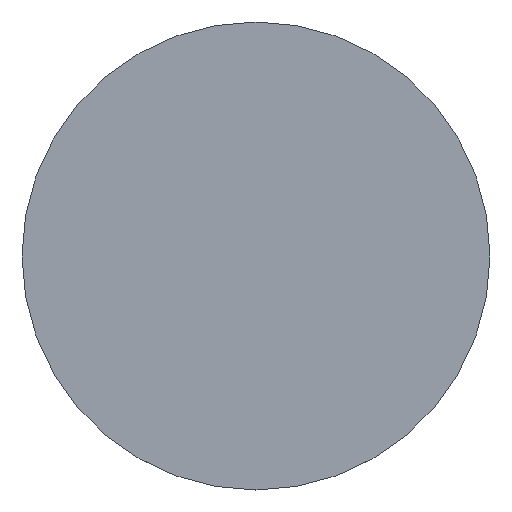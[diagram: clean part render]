
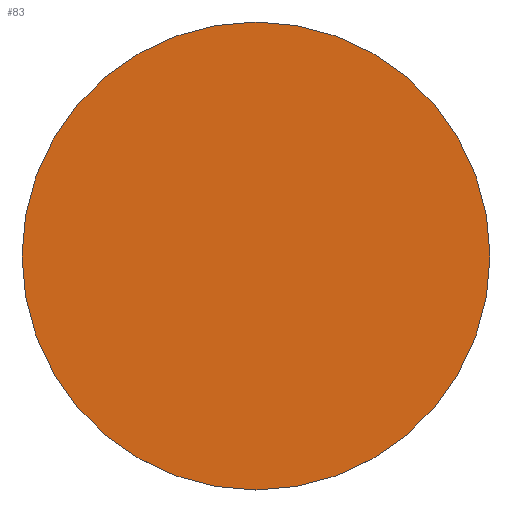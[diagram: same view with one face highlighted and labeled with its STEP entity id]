
A CAD part, top view. The second image highlights one B-rep face of the part: STEP entity #83.
In plain terms, the highlighted planar face has unit normal (0, 0, 1).
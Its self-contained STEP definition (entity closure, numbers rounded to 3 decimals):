
#2 = DIRECTION ( 'NONE',  ( 0., 0., 1. ) ) ;
#3 = ORIENTED_EDGE ( 'NONE', *, *, #116, .T. ) ;
#14 = CARTESIAN_POINT ( 'NONE',  ( 0., 0., 0.2 ) ) ;
#20 = AXIS2_PLACEMENT_3D ( 'NONE', #109, #30, #123 ) ;
#28 = EDGE_CURVE ( 'NONE', #41, #93, #56, .T. ) ;
#30 = DIRECTION ( 'NONE',  ( 0., 0., 1. ) ) ;
#41 = VERTEX_POINT ( 'NONE', #44 ) ;
#44 = CARTESIAN_POINT ( 'NONE',  ( -12.5, 0., 0.2 ) ) ;
#56 = CIRCLE ( 'NONE', #66, 12.5 ) ;
#66 = AXIS2_PLACEMENT_3D ( 'NONE', #119, #2, #153 ) ;
#67 = DIRECTION ( 'NONE',  ( 1., 0., 0. ) ) ;
#83 = ADVANCED_FACE ( 'NONE', ( #103 ), #166, .T. ) ;
#87 = CARTESIAN_POINT ( 'NONE',  ( 12.5, 0., 0.2 ) ) ;
#93 = VERTEX_POINT ( 'NONE', #87 ) ;
#103 = FACE_OUTER_BOUND ( 'NONE', #122, .T. ) ;
#109 = CARTESIAN_POINT ( 'NONE',  ( 0., 0., 0.2 ) ) ;
#116 = EDGE_CURVE ( 'NONE', #93, #41, #156, .T. ) ;
#119 = CARTESIAN_POINT ( 'NONE',  ( 0., 0., 0.2 ) ) ;
#122 = EDGE_LOOP ( 'NONE', ( #135, #3 ) ) ;
#123 = DIRECTION ( 'NONE',  ( 1., 0., 0. ) ) ;
#135 = ORIENTED_EDGE ( 'NONE', *, *, #28, .T. ) ;
#138 = DIRECTION ( 'NONE',  ( 0., 0., 1. ) ) ;
#146 = AXIS2_PLACEMENT_3D ( 'NONE', #14, #138, #67 ) ;
#153 = DIRECTION ( 'NONE',  ( 1., 0., 0. ) ) ;
#156 = CIRCLE ( 'NONE', #20, 12.5 ) ;
#166 = PLANE ( 'NONE',  #146 ) ;
